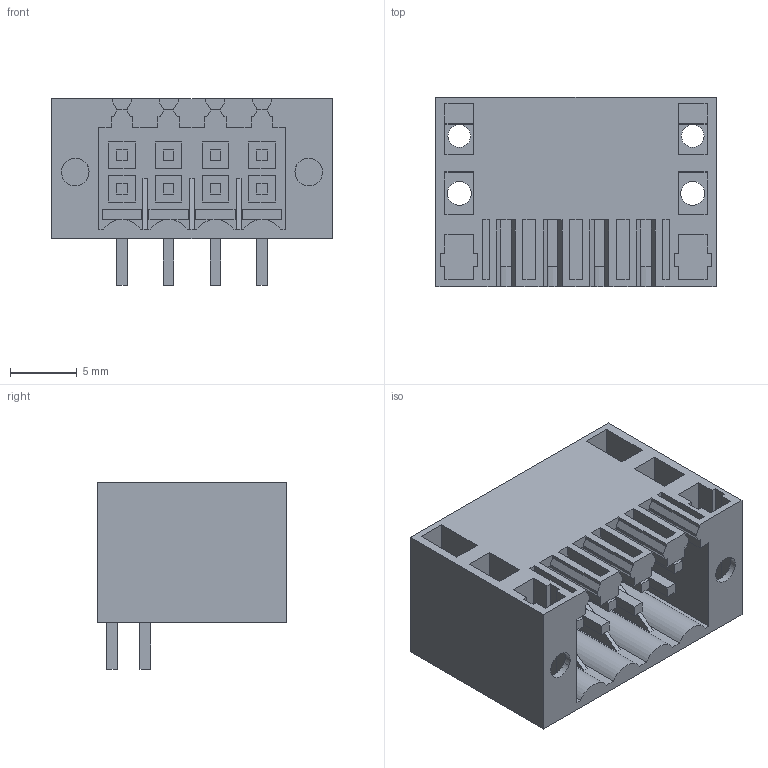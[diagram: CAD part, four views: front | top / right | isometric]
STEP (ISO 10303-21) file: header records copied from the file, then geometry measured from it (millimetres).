
FILE_DESCRIPTION(('CATIA V5 STEP Exchange','CAx-IF Rec.Pracs.--- Model Styling and Organization---1.4--- 2014-01-23'),'2;1');
FILE_NAME ('D1455088_0_1728480000_1728480000.stp','2020-09-23T14:10:14+00:00',('none'),('Weidmueller'),'CATIA Version 5-6 Release 2016 SP3 HF44','CATIA V5 STEP AP214','none');
FILE_SCHEMA(('AUTOMOTIVE_DESIGN { 1 0 10303 214 1 1 1 1 }'));
Length unit declared in the file: millimetre
Products named in the file (1): 1728480000
Bounding box: 21 x 14.2 x 14 mm (x, y, z)
Volume: 1568.9 mm3; surface area: 3429.6 mm2
Topology: 1 solids, 1 shells, 462 faces, 1338 edges, 911 vertices
Faces by surface type: plane 438, cylinder 24
Entity records: 14701 total; most frequent: ORIENTED_EDGE 2676, CARTESIAN_POINT 2613, DIRECTION 1962, EDGE_CURVE 1338, VECTOR 1282, LINE 1282, VERTEX_POINT 911, EDGE_LOOP 511
